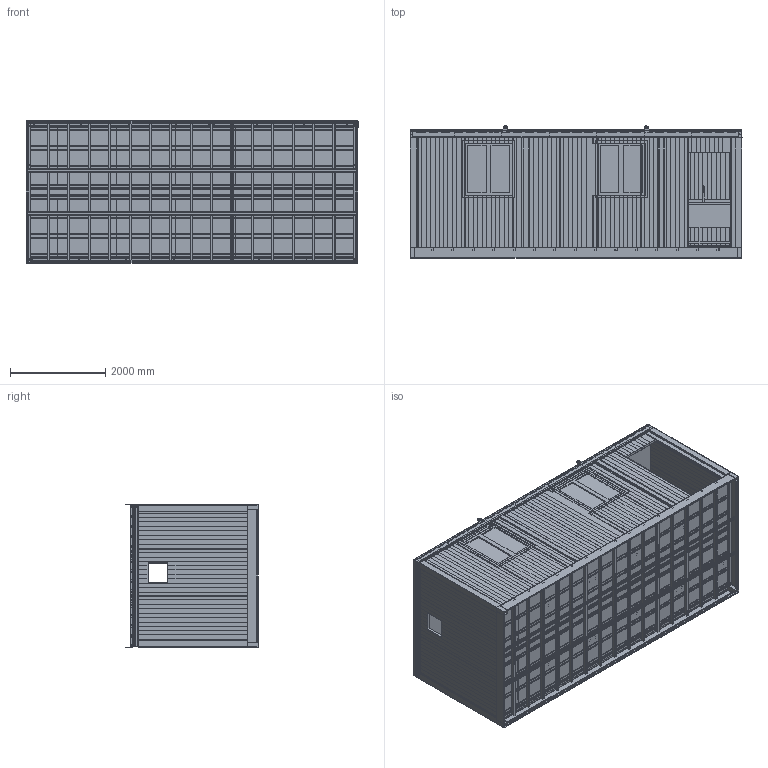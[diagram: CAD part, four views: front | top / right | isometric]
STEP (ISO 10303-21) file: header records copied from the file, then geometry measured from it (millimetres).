
FILE_DESCRIPTION(('FreeCAD Model'),'2;1');
FILE_NAME('Open CASCADE Shape Model','2025-05-05T05:38:21',('FreeCAD'),( 'FreeCAD'),'Open CASCADE STEP processor 7.6','FreeCAD','Unknown');
FILE_SCHEMA(('AUTOMOTIVE_DESIGN { 1 0 10303 214 1 1 1 1 }'));
Products named in the file (1): Open CASCADE STEP translator 7.6 1
Bounding box: 6985.62 x 2778.09 x 3012.51 mm (x, y, z)
Volume: 6536691547.2 mm3; surface area: 781498886.2 mm2
Topology: 488 solids, 497 shells, 8540 faces, 19608 edges, 12168 vertices
Faces by surface type: bspline 8540
Entity records: 220936 total; most frequent: CARTESIAN_POINT 100737, ORIENTED_EDGE 39216, EDGE_CURVE 19608, B_SPLINE_CURVE_WITH_KNOTS 15552, VERTEX_POINT 12168, FACE_BOUND 8926, EDGE_LOOP 8926, ADVANCED_FACE 8540
